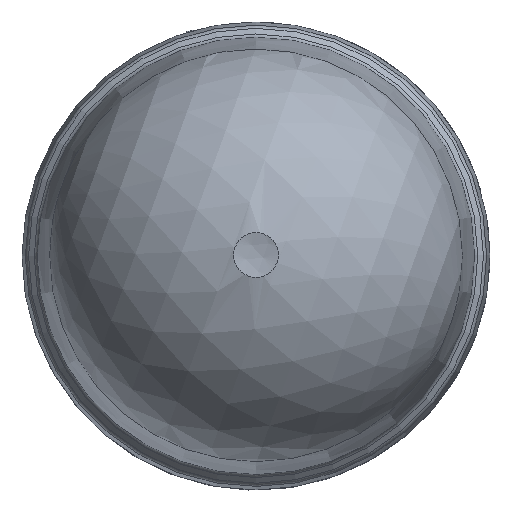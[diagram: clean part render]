
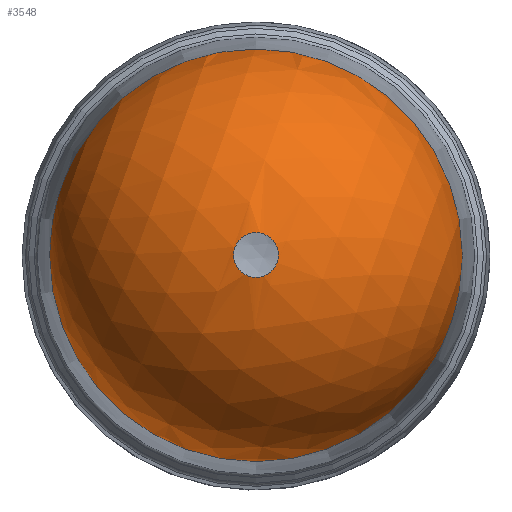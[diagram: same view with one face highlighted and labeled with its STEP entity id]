
A CAD part, top view. The second image highlights one B-rep face of the part: STEP entity #3548.
In plain terms, the highlighted spherical face has radius 37.539 mm.
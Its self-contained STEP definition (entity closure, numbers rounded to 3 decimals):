
#14=SPHERICAL_SURFACE('',#3787,37.539);
#38=FACE_BOUND('',#690,.T.);
#493=FACE_OUTER_BOUND('',#689,.T.);
#689=EDGE_LOOP('',(#2815,#2816));
#690=EDGE_LOOP('',(#2817));
#1250=CIRCLE('',#3778,37.482);
#1251=CIRCLE('',#3779,37.482);
#1257=CIRCLE('',#3788,4.07);
#1529=VERTEX_POINT('',#6380);
#1530=VERTEX_POINT('',#6381);
#1535=VERTEX_POINT('',#6398);
#1983=EDGE_CURVE('',#1529,#1530,#1250,.T.);
#1985=EDGE_CURVE('',#1530,#1529,#1251,.T.);
#1992=EDGE_CURVE('',#1535,#1535,#1257,.T.);
#2815=ORIENTED_EDGE('',*,*,#1983,.F.);
#2816=ORIENTED_EDGE('',*,*,#1985,.F.);
#2817=ORIENTED_EDGE('',*,*,#1992,.T.);
#3548=ADVANCED_FACE('',(#493,#38),#14,.T.);
#3778=AXIS2_PLACEMENT_3D('',#6382,#4344,#4345);
#3779=AXIS2_PLACEMENT_3D('',#6384,#4347,#4348);
#3787=AXIS2_PLACEMENT_3D('',#6397,#4364,#4365);
#3788=AXIS2_PLACEMENT_3D('',#6399,#4366,#4367);
#4344=DIRECTION('center_axis',(0.,0.,-1.));
#4345=DIRECTION('ref_axis',(-0.34,-0.94,0.));
#4347=DIRECTION('center_axis',(0.,0.,-1.));
#4348=DIRECTION('ref_axis',(-0.34,-0.94,0.));
#4364=DIRECTION('center_axis',(-0.94,0.34,0.));
#4365=DIRECTION('ref_axis',(-0.34,-0.94,0.));
#4366=DIRECTION('center_axis',(0.,0.,-1.));
#4367=DIRECTION('ref_axis',(-0.34,-0.94,0.));
#6380=CARTESIAN_POINT('',(12.762,35.243,94.33));
#6381=CARTESIAN_POINT('',(-12.762,-35.243,94.33));
#6382=CARTESIAN_POINT('Origin',(0.,0.,94.33));
#6384=CARTESIAN_POINT('Origin',(0.,0.,94.33));
#6397=CARTESIAN_POINT('Origin',(0.,0.,92.261));
#6398=CARTESIAN_POINT('',(1.386,3.827,129.579));
#6399=CARTESIAN_POINT('Origin',(0.,0.,129.579));
